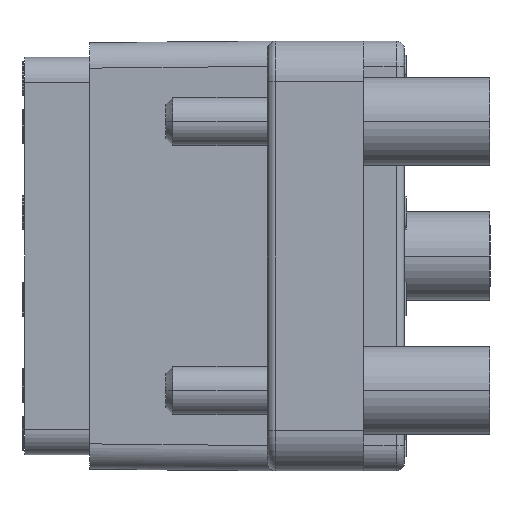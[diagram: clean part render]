
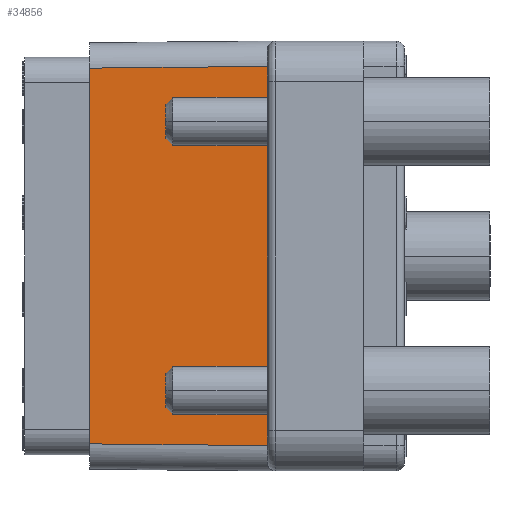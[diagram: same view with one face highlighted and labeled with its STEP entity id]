
A CAD part, left-side view. The second image highlights one B-rep face of the part: STEP entity #34856.
In plain terms, the highlighted planar face has unit normal (-1, 0, 0).
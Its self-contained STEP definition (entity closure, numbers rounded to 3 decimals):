
#3610=CARTESIAN_POINT('',(-13.6,18.6,11.1));
#3626=DIRECTION('',(0.,0.,1.));
#3627=VECTOR('',#3626,22.2);
#3628=CARTESIAN_POINT('',(-13.6,18.6,-11.1));
#3629=LINE('',#3628,#3627);
#3644=CARTESIAN_POINT('',(-13.6,18.6,-11.1));
#3706=DIRECTION('',(0.,1.,-0.01));
#3707=VECTOR('',#3706,10.5);
#3708=CARTESIAN_POINT('',(-13.6,8.1,11.2));
#3709=LINE('',#3708,#3707);
#3710=DIRECTION('',(0.,0.,1.));
#3711=VECTOR('',#3710,22.4);
#3712=CARTESIAN_POINT('',(-13.6,8.1,-11.2));
#3713=LINE('',#3712,#3711);
#3714=DIRECTION('',(0.,-1.,-0.01));
#3715=VECTOR('',#3714,10.5);
#3716=CARTESIAN_POINT('',(-13.6,18.6,-11.1));
#3717=LINE('',#3716,#3715);
#27533=VERTEX_POINT('',#3610);
#27534=CARTESIAN_POINT('',(-13.6,8.1,11.2));
#27535=VERTEX_POINT('',#27534);
#27536=VERTEX_POINT('',#3644);
#27537=CARTESIAN_POINT('',(-13.6,8.1,-11.2));
#27538=VERTEX_POINT('',#27537);
#34844=CARTESIAN_POINT('',(-13.6,8.1,-12.7));
#34845=DIRECTION('',(1.,0.,0.));
#34846=DIRECTION('',(0.,1.,0.));
#34847=AXIS2_PLACEMENT_3D('',#34844,#34845,#34846);
#34848=PLANE('',#34847);
#34849=ORIENTED_EDGE('',*,*,#34257,.F.);
#34850=ORIENTED_EDGE('',*,*,#34183,.F.);
#34852=ORIENTED_EDGE('',*,*,#34851,.F.);
#34853=ORIENTED_EDGE('',*,*,#34815,.T.);
#34854=EDGE_LOOP('',(#34849,#34850,#34852,#34853));
#34855=FACE_OUTER_BOUND('',#34854,.F.);
#34856=ADVANCED_FACE('',(#34855),#34848,.F.);
#34183=EDGE_CURVE('',#27538,#27535,#3713,.T.);
#34257=EDGE_CURVE('',#27535,#27533,#3709,.T.);
#34815=EDGE_CURVE('',#27536,#27533,#3629,.T.);
#34851=EDGE_CURVE('',#27536,#27538,#3717,.T.);
